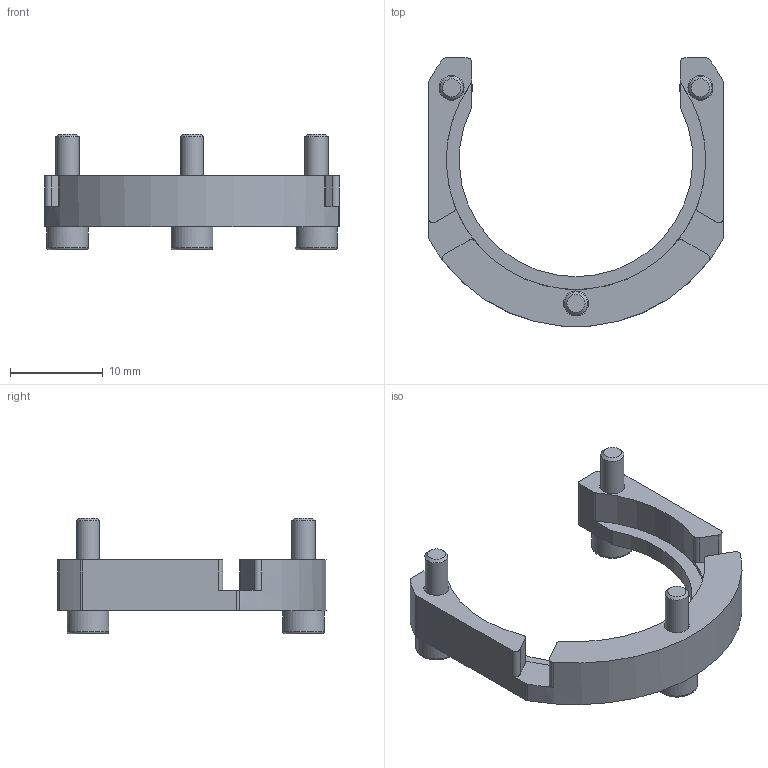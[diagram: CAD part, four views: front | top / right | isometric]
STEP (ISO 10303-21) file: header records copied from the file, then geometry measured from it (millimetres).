
FILE_DESCRIPTION(/* description */ (''),/* implementation_level */ '2;1');
FILE_NAME(/* name */ '930412090100_Vereinfachen_1.stp',/* time_stamp */ '2026-03-03T08:35:55+01:00',/* author */ ('trapp'),/* organization */ (''),/* preprocessor_version */ 'ST-DEVELOPER v19.2',/* originating_system */ 'Autodesk Inventor 2024',/* authorisation */ '');
FILE_SCHEMA (('AUTOMOTIVE_DESIGN { 1 0 10303 214 3 1 1 }'));
Length unit declared in the file: millimetre
Products named in the file (1): 930412090100_Vereinfachen_1
Bounding box: 31.8 x 28.94 x 12.5 mm (x, y, z)
Volume: 1549.6 mm3; surface area: 1962.2 mm2
Topology: 1 solids, 1 shells, 89 faces, 245 edges, 162 vertices
Faces by surface type: plane 43, cylinder 34, torus 6, cone 6
Full cylindrical faces by diameter (mm): 2.5 x3, 2.7 x3, 4.5 x3
Entity records: 2983 total; most frequent: CARTESIAN_POINT 536, DIRECTION 503, ORIENTED_EDGE 484, EDGE_CURVE 242, AXIS2_PLACEMENT_3D 192, VERTEX_POINT 162, LINE 119, VECTOR 119
